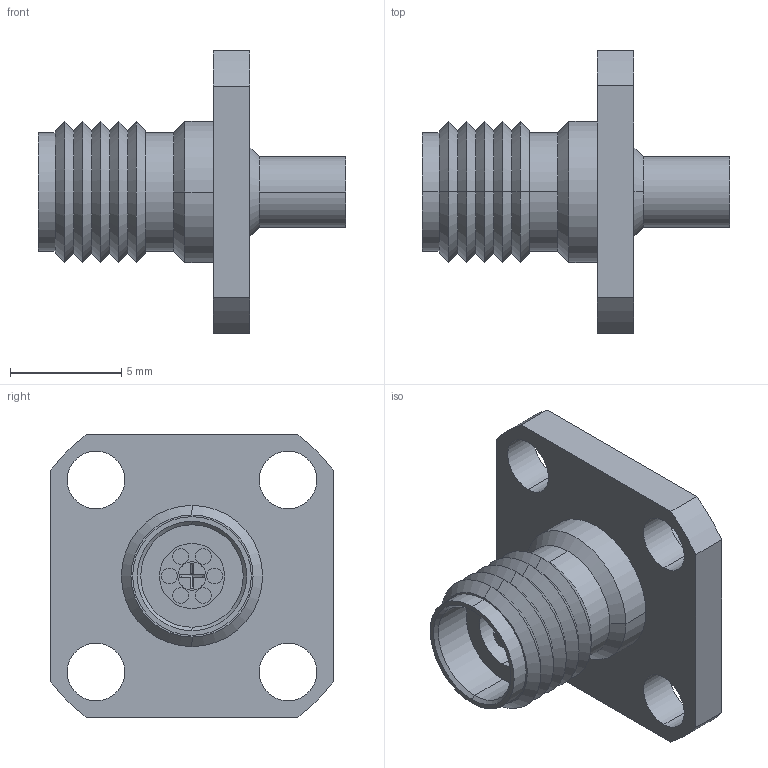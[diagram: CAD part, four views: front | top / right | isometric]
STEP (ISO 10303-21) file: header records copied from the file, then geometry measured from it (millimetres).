
FILE_DESCRIPTION (( 'STEP AP214' ), '1' );
FILE_NAME ('SC7620_3D.step', '2024-04-22T19:54:51', ( '' ), ( '' ), 'SwSTEP 2.0', 'SolidWorks 2022', '' );
FILE_SCHEMA (( 'AUTOMOTIVE_DESIGN' ));
Length unit declared in the file: millimetre
Products named in the file (1): SC7620_3D
Bounding box: 13.84 x 12.7 x 12.7 mm (x, y, z)
Volume: 412.5 mm3; surface area: 728.1 mm2
Topology: 1 solids, 1 shells, 111 faces, 254 edges, 157 vertices
Faces by surface type: cylinder 40, plane 39, cone 32
Entity records: 3184 total; most frequent: DIRECTION 608, CARTESIAN_POINT 521, ORIENTED_EDGE 504, EDGE_CURVE 252, AXIS2_PLACEMENT_3D 244, VERTEX_POINT 157, EDGE_LOOP 133, CIRCLE 132
